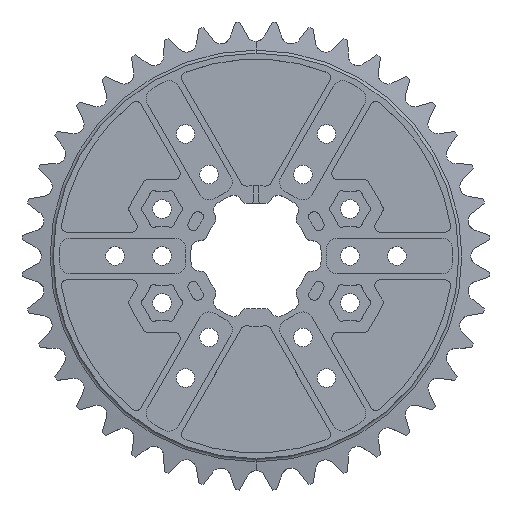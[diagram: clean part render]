
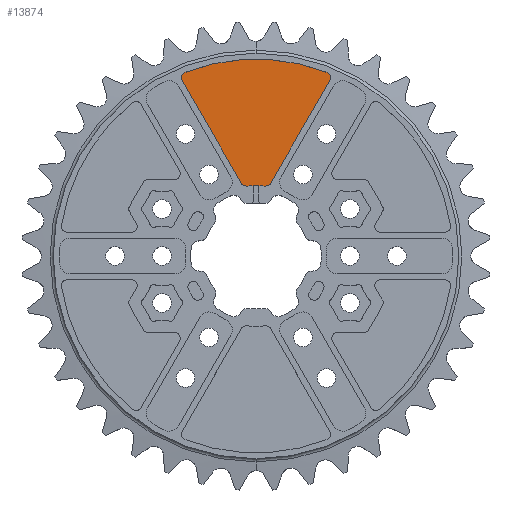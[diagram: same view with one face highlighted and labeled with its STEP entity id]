
A CAD part, top view. The second image highlights one B-rep face of the part: STEP entity #13874.
In plain terms, the highlighted planar face has unit normal (0, 0, 1).
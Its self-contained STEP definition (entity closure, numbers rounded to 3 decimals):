
#11 = AXIS2_PLACEMENT_3D ( 'NONE', #6531, #6665, #18238 ) ;
#539 = EDGE_CURVE ( 'NONE', #1022, #15297, #5798, .T. ) ;
#765 = AXIS2_PLACEMENT_3D ( 'NONE', #9542, #1137, #9672 ) ;
#933 = EDGE_LOOP ( 'NONE', ( #17398, #21507, #13820, #15934, #2256, #1167, #1102, #12036, #22419 ) ) ;
#976 = CARTESIAN_POINT ( 'NONE',  ( 20.19, 48.212, 1.587 ) ) ;
#1022 = VERTEX_POINT ( 'NONE', #1751 ) ;
#1042 = DIRECTION ( 'NONE',  ( -0.5, -0.866, 0. ) ) ;
#1102 = ORIENTED_EDGE ( 'NONE', *, *, #539, .T. ) ;
#1137 = DIRECTION ( 'NONE',  ( 0., 0., 1. ) ) ;
#1167 = ORIENTED_EDGE ( 'NONE', *, *, #12997, .F. ) ;
#1534 = AXIS2_PLACEMENT_3D ( 'NONE', #21694, #9225, #19216 ) ;
#1686 = CARTESIAN_POINT ( 'NONE',  ( -3.415, 18.741, 1.587 ) ) ;
#1751 = CARTESIAN_POINT ( 'NONE',  ( -19.199, 49.658, 1.587 ) ) ;
#1856 = DIRECTION ( 'NONE',  ( 1., 0., 0. ) ) ;
#2256 = ORIENTED_EDGE ( 'NONE', *, *, #20155, .T. ) ;
#3009 = CARTESIAN_POINT ( 'NONE',  ( 18.64, 48.212, 1.587 ) ) ;
#3012 = DIRECTION ( 'NONE',  ( 0., 0., -1. ) ) ;
#3589 = DIRECTION ( 'NONE',  ( 1., 0., 0. ) ) ;
#3799 = AXIS2_PLACEMENT_3D ( 'NONE', #4126, #14096, #21862 ) ;
#3881 = CARTESIAN_POINT ( 'NONE',  ( -19.982, 47.437, 1.587 ) ) ;
#4018 = EDGE_CURVE ( 'NONE', #12326, #13225, #6687, .T. ) ;
#4126 = CARTESIAN_POINT ( 'NONE',  ( 2.603, 20.435, 1.587 ) ) ;
#4783 = CARTESIAN_POINT ( 'NONE',  ( 19.982, 47.437, 1.587 ) ) ;
#5297 = CIRCLE ( 'NONE', #1534, 1.55 ) ;
#5379 = DIRECTION ( 'NONE',  ( 1., 0., 0. ) ) ;
#5663 = VECTOR ( 'NONE', #1042, 1000. ) ;
#5798 = CIRCLE ( 'NONE', #765, 1.55 ) ;
#5972 = CARTESIAN_POINT ( 'NONE',  ( -3.945, 19.66, 1.587 ) ) ;
#6531 = CARTESIAN_POINT ( 'NONE',  ( 0., 0., 1.587 ) ) ;
#6665 = DIRECTION ( 'NONE',  ( 0., 0., 1. ) ) ;
#6687 = LINE ( 'NONE', #7203, #5663 ) ;
#6777 = EDGE_CURVE ( 'NONE', #18282, #9462, #25185, .T. ) ;
#7203 = CARTESIAN_POINT ( 'NONE',  ( 3.415, 18.741, 1.587 ) ) ;
#7780 = CARTESIAN_POINT ( 'NONE',  ( 18.64, 48.212, 1.587 ) ) ;
#8811 = EDGE_CURVE ( 'NONE', #19647, #15297, #19688, .T. ) ;
#9225 = DIRECTION ( 'NONE',  ( 0., 0., 1. ) ) ;
#9462 = VERTEX_POINT ( 'NONE', #22338 ) ;
#9542 = CARTESIAN_POINT ( 'NONE',  ( -18.64, 48.212, 1.587 ) ) ;
#9672 = DIRECTION ( 'NONE',  ( 1., 0., 0. ) ) ;
#9999 = CIRCLE ( 'NONE', #15015, 1.55 ) ;
#10268 = CIRCLE ( 'NONE', #22011, 53.24 ) ;
#10331 = VERTEX_POINT ( 'NONE', #976 ) ;
#11790 = DIRECTION ( 'NONE',  ( -0.5, 0.866, 0. ) ) ;
#12036 = ORIENTED_EDGE ( 'NONE', *, *, #8811, .F. ) ;
#12216 = PLANE ( 'NONE',  #24942 ) ;
#12326 = VERTEX_POINT ( 'NONE', #4783 ) ;
#12997 = EDGE_CURVE ( 'NONE', #1022, #23682, #10268, .T. ) ;
#13225 = VERTEX_POINT ( 'NONE', #13626 ) ;
#13306 = DIRECTION ( 'NONE',  ( 0., 0., 1. ) ) ;
#13626 = CARTESIAN_POINT ( 'NONE',  ( 3.945, 19.66, 1.587 ) ) ;
#13812 = DIRECTION ( 'NONE',  ( 0., 0., 1. ) ) ;
#13820 = ORIENTED_EDGE ( 'NONE', *, *, #4018, .F. ) ;
#13874 = ADVANCED_FACE ( 'NONE', ( #14200 ), #12216, .T. ) ;
#14096 = DIRECTION ( 'NONE',  ( 0., 0., 1. ) ) ;
#14200 = FACE_OUTER_BOUND ( 'NONE', #933, .T. ) ;
#14487 = CIRCLE ( 'NONE', #25003, 1.55 ) ;
#14780 = EDGE_CURVE ( 'NONE', #12326, #10331, #14487, .T. ) ;
#15015 = AXIS2_PLACEMENT_3D ( 'NONE', #7780, #13306, #3589 ) ;
#15297 = VERTEX_POINT ( 'NONE', #3881 ) ;
#15934 = ORIENTED_EDGE ( 'NONE', *, *, #14780, .T. ) ;
#16036 = EDGE_CURVE ( 'NONE', #19647, #9462, #5297, .T. ) ;
#17064 = DIRECTION ( 'NONE',  ( 0., 0., 1. ) ) ;
#17117 = CARTESIAN_POINT ( 'NONE',  ( 19.199, 49.658, 1.587 ) ) ;
#17199 = DIRECTION ( 'NONE',  ( 1., 0., 0. ) ) ;
#17398 = ORIENTED_EDGE ( 'NONE', *, *, #6777, .F. ) ;
#18238 = DIRECTION ( 'NONE',  ( 1., 0., 0. ) ) ;
#18282 = VERTEX_POINT ( 'NONE', #18360 ) ;
#18360 = CARTESIAN_POINT ( 'NONE',  ( 2.407, 18.897, 1.587 ) ) ;
#18645 = VECTOR ( 'NONE', #11790, 1000. ) ;
#19216 = DIRECTION ( 'NONE',  ( 1., 0., 0. ) ) ;
#19647 = VERTEX_POINT ( 'NONE', #5972 ) ;
#19688 = LINE ( 'NONE', #1686, #18645 ) ;
#20155 = EDGE_CURVE ( 'NONE', #10331, #23682, #9999, .T. ) ;
#21507 = ORIENTED_EDGE ( 'NONE', *, *, #22464, .T. ) ;
#21694 = CARTESIAN_POINT ( 'NONE',  ( -2.603, 20.435, 1.587 ) ) ;
#21835 = CIRCLE ( 'NONE', #3799, 1.55 ) ;
#21862 = DIRECTION ( 'NONE',  ( 1., 0., 0. ) ) ;
#22011 = AXIS2_PLACEMENT_3D ( 'NONE', #24964, #3012, #5379 ) ;
#22224 = CARTESIAN_POINT ( 'NONE',  ( 0., 0., 1.587 ) ) ;
#22338 = CARTESIAN_POINT ( 'NONE',  ( -2.407, 18.897, 1.587 ) ) ;
#22419 = ORIENTED_EDGE ( 'NONE', *, *, #16036, .T. ) ;
#22464 = EDGE_CURVE ( 'NONE', #18282, #13225, #21835, .T. ) ;
#23682 = VERTEX_POINT ( 'NONE', #17117 ) ;
#24942 = AXIS2_PLACEMENT_3D ( 'NONE', #22224, #13812, #1856 ) ;
#24964 = CARTESIAN_POINT ( 'NONE',  ( 0., 0., 1.587 ) ) ;
#25003 = AXIS2_PLACEMENT_3D ( 'NONE', #3009, #17064, #17199 ) ;
#25185 = CIRCLE ( 'NONE', #11, 19.05 ) ;
